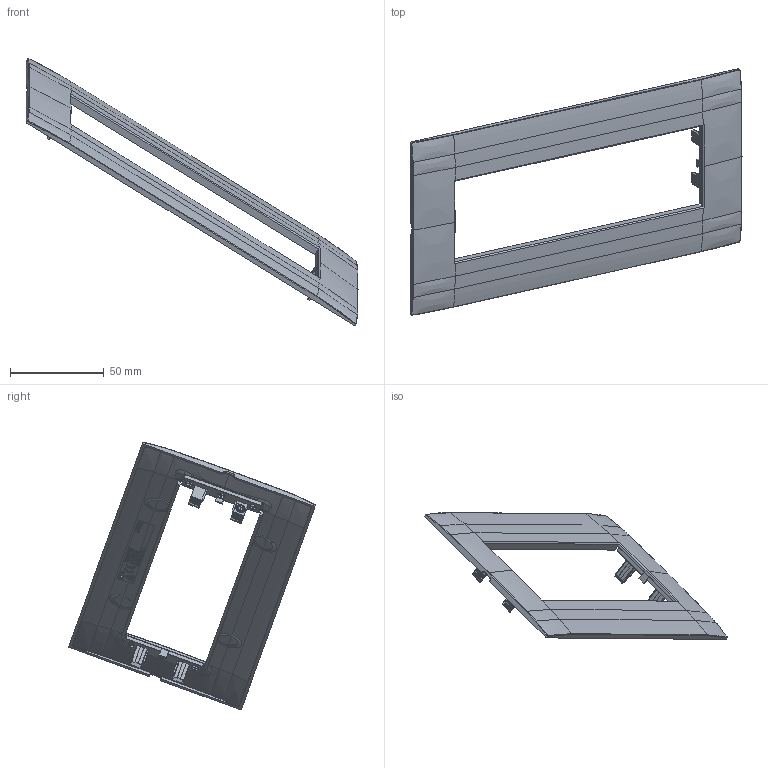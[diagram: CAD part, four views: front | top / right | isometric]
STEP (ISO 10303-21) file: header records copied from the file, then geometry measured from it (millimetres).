
FILE_DESCRIPTION(('CATIA V5 STEP Exchange'),'2;1');
FILE_NAME('44PSM7ALS.stp','2025-02-18T14:03:23+00:00',('none'),('none'),'CATIA Version 5-6 Release 2016 SP6','CATIA V5 STEP AP203','none');
FILE_SCHEMA(('CONFIG_CONTROL_DESIGN'));
Length unit declared in the file: millimetre
Products named in the file (1): 44PSM7@
Assembly tree (4 placements, depth 2):
  44PSM7@
    #57
    #49203  x2
    #56813
Bounding box: 176.96 x 131.49 x 142.4 mm (x, y, z)
Volume: 25995 mm3; surface area: 34826.6 mm2
Topology: 3 solids, 3 shells, 1870 faces, 5156 edges, 3345 vertices
Faces by surface type: plane 1255, cylinder 375, bspline 124, cone 60, sphere 36, extrusion 20
Entity records: 56839 total; most frequent: CARTESIAN_POINT 20722, ORIENTED_EDGE 9056, DIRECTION 4846, EDGE_CURVE 4528, VERTEX_POINT 2962, B_SPLINE_CURVE_WITH_KNOTS 2032, VECTOR 2009, LINE 1989
